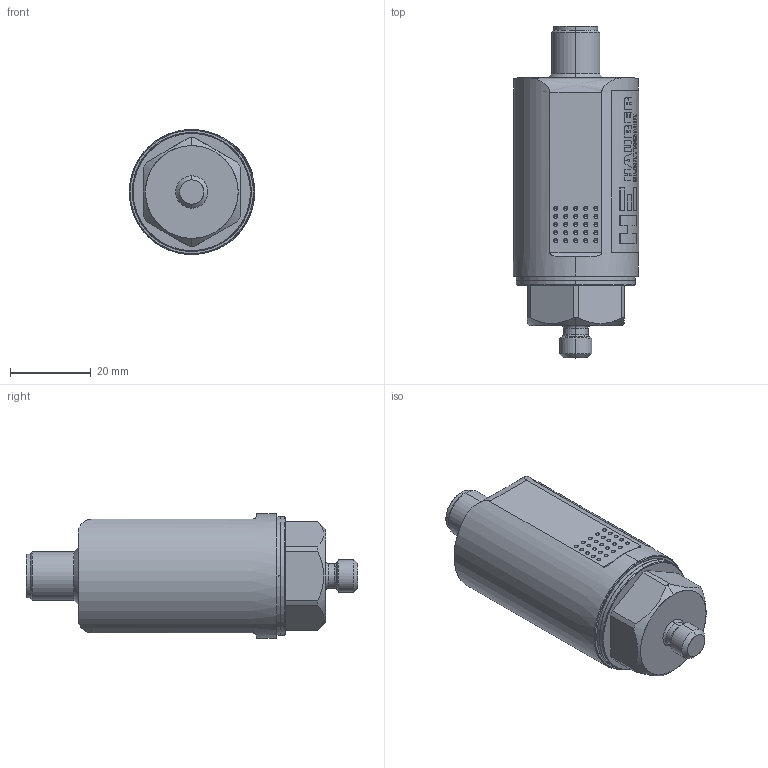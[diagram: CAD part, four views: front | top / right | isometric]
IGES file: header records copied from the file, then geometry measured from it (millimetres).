
Start section: SolidWorks IGES file using analytic representation for surfaces
Global section: file name: 02.113.007_mod11.IGS; native system: SolidWorks 2016; preprocessor: SolidWorks 2016; author: Kerstin; date: 161007.073850; units: millimetre
Bounding box: 31.1 x 82.35 x 31 mm (x, y, z)
Surface area: 11286.6 mm2 (no closed solid volume)
Topology: 0 solids, 0 shells, 462 faces, 4657 edges, 4457 vertices
Faces by surface type: bspline 377, revolution 85
